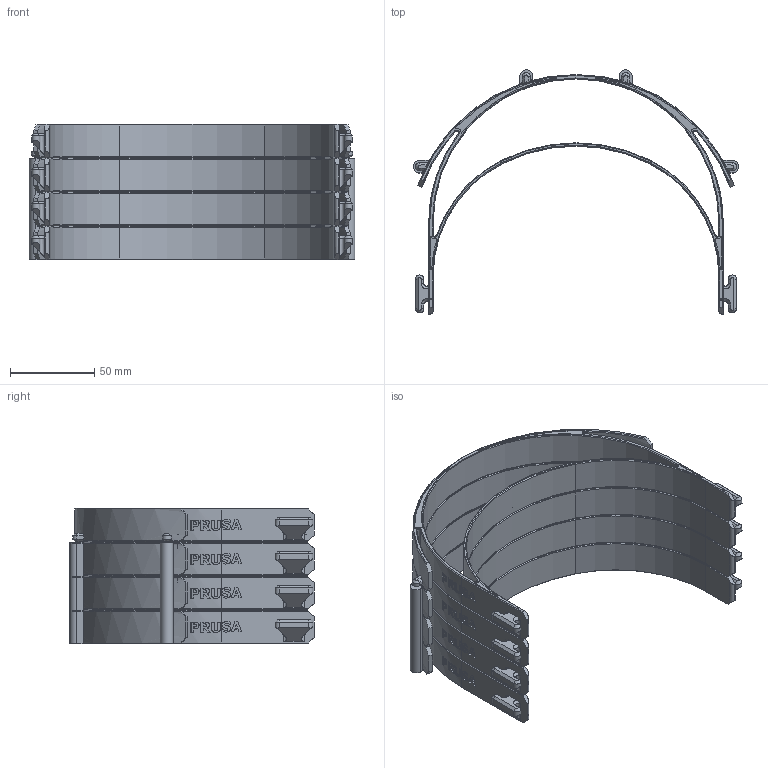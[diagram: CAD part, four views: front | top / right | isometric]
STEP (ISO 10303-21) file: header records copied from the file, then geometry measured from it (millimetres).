
FILE_DESCRIPTION(/* description */ (''),/* implementation_level */ '2;1');
FILE_NAME(/* name */ 'shield_rc3_quadro.stp',/* time_stamp */ '2020-03-25T18:50:11+01:00',/* author */ ('akukan'),/* organization */ (''),/* preprocessor_version */ 'ST-DEVELOPER v17',/* originating_system */ 'Autodesk Inventor',/* authorisation */ '');
FILE_SCHEMA (('AUTOMOTIVE_DESIGN { 1 0 10303 214 3 1 1 }'));
Length unit declared in the file: millimetre
Products named in the file (4): asm_rc3; supports_rc3; slotíky; slotíky_1
Assembly tree (5 placements, depth 2):
  asm_rc3
    slotíky_1  x3
    supports_rc3
    slotíky
Bounding box: 193.6 x 145.39 x 80.75 mm (x, y, z)
Volume: 155871.8 mm3; surface area: 137701.5 mm2
Topology: 8 solids, 8 shells, 1916 faces, 5013 edges, 3270 vertices
Faces by surface type: plane 879, bspline 480, cylinder 353, cone 204
Full cylindrical faces by diameter (mm): 0.8 x3, 1 x20
Entity records: 33356 total; most frequent: CARTESIAN_POINT 10208, ORIENTED_EDGE 5134, DIRECTION 4157, EDGE_CURVE 2567, VERTEX_POINT 1658, LINE 1467, VECTOR 1467, AXIS2_PLACEMENT_3D 1345
